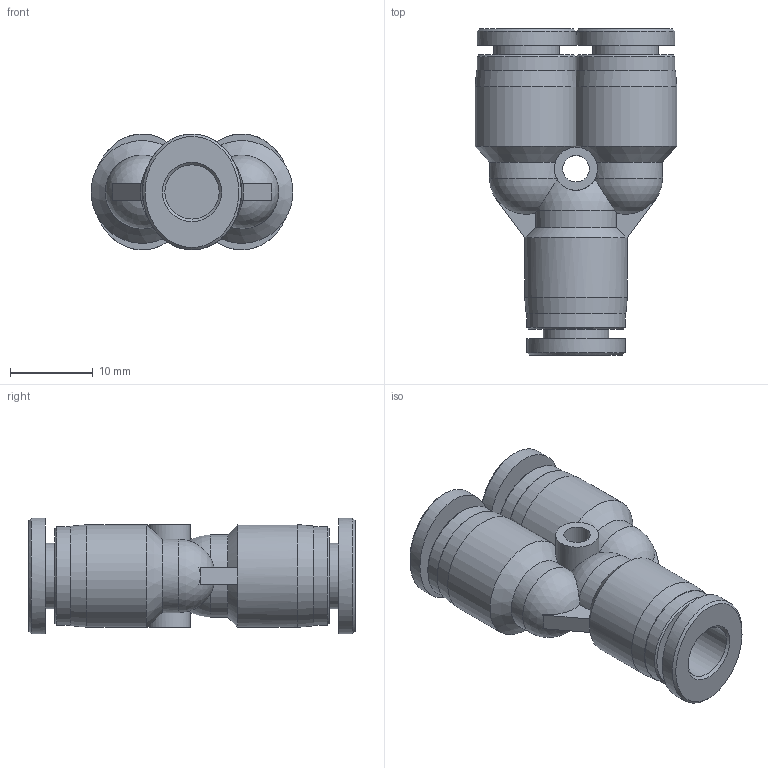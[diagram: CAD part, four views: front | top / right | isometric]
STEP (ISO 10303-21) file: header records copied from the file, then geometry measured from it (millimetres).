
FILE_DESCRIPTION((''),'2;1');
FILE_NAME('PY 1_4.stp','2016-10-17T16:30:01',('Administrator'),(''),'Autodesk Inventor 2013','Autodesk Inventor 2013','');
FILE_SCHEMA(('CONFIG_CONTROL_DESIGN'));
Length unit declared in the file: millimetre
Products named in the file (3): PY 1_4; NY 1_4 BODY; SLEEVE N1_4L
Assembly tree (4 placements, depth 2):
  PY 1_4
    NY 1_4 BODY
    SLEEVE N1_4L  x3
Bounding box: 24.35 x 39.4 x 13.99 mm (x, y, z)
Volume: 4660.8 mm3; surface area: 4720.7 mm2
Topology: 4 solids, 4 shells, 78 faces, 160 edges, 99 vertices
Faces by surface type: plane 33, cylinder 22, cone 13, bspline 6, sphere 4
Full cylindrical faces by diameter (mm): 3.2 x1, 5.2 x2, 6.55 x6, 7.9 x3, 11.9 x3, 12.4 x1
Entity records: 1796 total; most frequent: CARTESIAN_POINT 546, DIRECTION 255, ORIENTED_EDGE 216, AXIS2_PLACEMENT_3D 114, EDGE_CURVE 108, EDGE_LOOP 79, VERTEX_POINT 75, FACE_OUTER_BOUND 56
